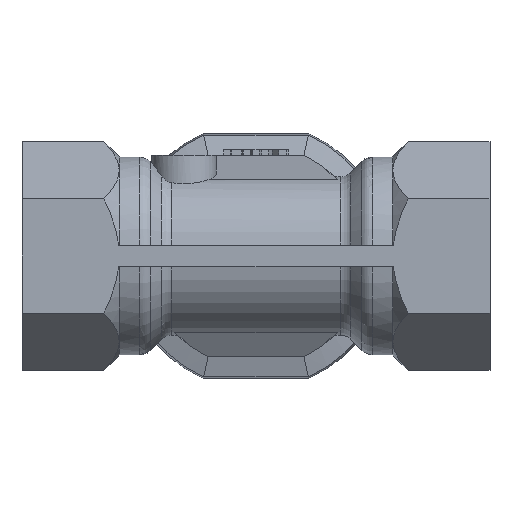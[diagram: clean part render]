
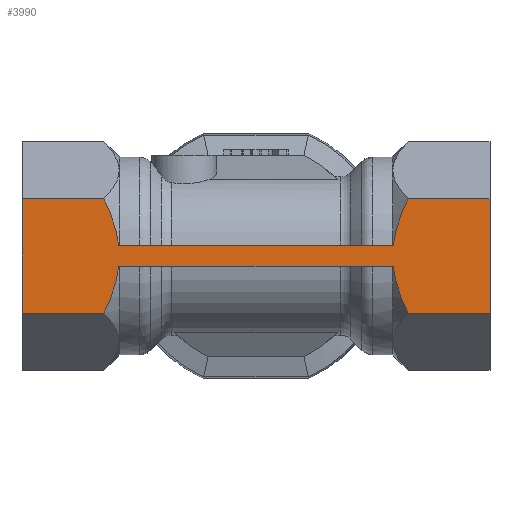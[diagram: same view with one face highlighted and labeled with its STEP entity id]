
A CAD part, front view. The second image highlights one B-rep face of the part: STEP entity #3990.
In plain terms, the highlighted planar face has unit normal (0, -1, 0).
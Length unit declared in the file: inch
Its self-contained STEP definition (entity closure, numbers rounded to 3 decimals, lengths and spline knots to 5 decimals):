
#31 = CARTESIAN_POINT ( 'NONE',  ( -1.49606, -1.08268, -0.62508 ) ) ;
#36 = CARTESIAN_POINT ( 'NONE',  ( 1.77165, -1.08268, 0.11811 ) ) ;
#38 = DIRECTION ( 'NONE',  ( 1., 0., 0. ) ) ;
#44 = CARTESIAN_POINT ( 'NONE',  ( -1.49606, -1.08268, 0.62508 ) ) ;
#45 = CARTESIAN_POINT ( 'NONE',  ( -1.5323, -1.08268, 0.29347 ) ) ;
#46 = DIRECTION ( 'NONE',  ( -1., 0., 0. ) ) ;
#47 = DIRECTION ( 'NONE',  ( -1., 0., 0. ) ) ;
#52 = CARTESIAN_POINT ( 'NONE',  ( 1.77165, -1.08268, -0.11811 ) ) ;
#53 = DIRECTION ( 'NONE',  ( 1., 0., 0. ) ) ;
#57 = CARTESIAN_POINT ( 'NONE',  ( -1.51214, -1.08268, -0.20712 ) ) ;
#66 = CARTESIAN_POINT ( 'NONE',  ( 1.49606, -1.08268, 0.62508 ) ) ;
#67 = DIRECTION ( 'NONE',  ( 1., 0., 0. ) ) ;
#69 = CARTESIAN_POINT ( 'NONE',  ( -1.51214, -1.08268, 0.20712 ) ) ;
#71 = CARTESIAN_POINT ( 'NONE',  ( -1.5323, -1.08268, -0.29347 ) ) ;
#72 = CARTESIAN_POINT ( 'NONE',  ( -1.50249, -1.08268, 0.11811 ) ) ;
#73 = CARTESIAN_POINT ( 'NONE',  ( -1.57402, -1.08268, 0.42007 ) ) ;
#74 = CARTESIAN_POINT ( 'NONE',  ( -1.58984, -1.08268, 0.46179 ) ) ;
#75 = CARTESIAN_POINT ( 'NONE',  ( -1.61595, -1.08268, 0.52376 ) ) ;
#76 = CARTESIAN_POINT ( 'NONE',  ( -1.62506, -1.08268, 0.54433 ) ) ;
#77 = CARTESIAN_POINT ( 'NONE',  ( -1.64387, -1.08268, 0.585 ) ) ;
#78 = CARTESIAN_POINT ( 'NONE',  ( -1.65358, -1.08268, 0.60513 ) ) ;
#79 = CARTESIAN_POINT ( 'NONE',  ( -1.66355, -1.08268, 0.62508 ) ) ;
#81 = CARTESIAN_POINT ( 'NONE',  ( -1.50249, -1.08268, -0.11811 ) ) ;
#83 = CARTESIAN_POINT ( 'NONE',  ( -1.57402, -1.08268, -0.42007 ) ) ;
#84 = CARTESIAN_POINT ( 'NONE',  ( -1.58984, -1.08268, -0.46179 ) ) ;
#85 = CARTESIAN_POINT ( 'NONE',  ( -1.61595, -1.08268, -0.52376 ) ) ;
#86 = CARTESIAN_POINT ( 'NONE',  ( -1.62506, -1.08268, -0.54433 ) ) ;
#87 = CARTESIAN_POINT ( 'NONE',  ( -1.64387, -1.08268, -0.585 ) ) ;
#88 = CARTESIAN_POINT ( 'NONE',  ( -1.65358, -1.08268, -0.60513 ) ) ;
#89 = CARTESIAN_POINT ( 'NONE',  ( -1.66355, -1.08268, -0.62508 ) ) ;
#339 = ORIENTED_EDGE ( 'NONE', *, *, #619, .T. ) ;
#598 = DIRECTION ( 'NONE',  ( 0., 0., -1. ) ) ;
#603 = EDGE_CURVE ( 'NONE', #4086, #4120, #2024, .T. ) ;
#607 = EDGE_CURVE ( 'NONE', #4231, #4124, #2029, .T. ) ;
#612 = EDGE_CURVE ( 'NONE', #4092, #4081, #2036, .T. ) ;
#615 = EDGE_CURVE ( 'NONE', #4114, #4124, #2038, .T. ) ;
#616 = EDGE_CURVE ( 'NONE', #4110, #4231, #2034, .T. ) ;
#619 = EDGE_CURVE ( 'NONE', #4217, #3164, #2048, .T. ) ;
#622 = EDGE_CURVE ( 'NONE', #4137, #4086, #2052, .T. ) ;
#624 = EDGE_CURVE ( 'NONE', #4092, #4114, #3270, .T. ) ;
#625 = EDGE_CURVE ( 'NONE', #4217, #4110, #3271, .T. ) ;
#1055 = ORIENTED_EDGE ( 'NONE', *, *, #1820, .T. ) ;
#1131 = CARTESIAN_POINT ( 'NONE',  ( -2.55906, -1.08268, 0. ) ) ;
#1582 = CARTESIAN_POINT ( 'NONE',  ( 1.5323, -1.08268, -0.29347 ) ) ;
#1594 = CARTESIAN_POINT ( 'NONE',  ( 1.51214, -1.08268, -0.20712 ) ) ;
#1595 = CARTESIAN_POINT ( 'NONE',  ( 1.50249, -1.08268, -0.11811 ) ) ;
#1596 = CARTESIAN_POINT ( 'NONE',  ( 1.57402, -1.08268, -0.42007 ) ) ;
#1597 = CARTESIAN_POINT ( 'NONE',  ( 1.58984, -1.08268, -0.46179 ) ) ;
#1598 = CARTESIAN_POINT ( 'NONE',  ( 1.61595, -1.08268, -0.52376 ) ) ;
#1599 = CARTESIAN_POINT ( 'NONE',  ( 1.62506, -1.08268, -0.54433 ) ) ;
#1600 = CARTESIAN_POINT ( 'NONE',  ( 1.64387, -1.08268, -0.585 ) ) ;
#1601 = CARTESIAN_POINT ( 'NONE',  ( 1.65358, -1.08268, -0.60513 ) ) ;
#1602 = CARTESIAN_POINT ( 'NONE',  ( 1.66355, -1.08268, -0.62508 ) ) ;
#1617 = CARTESIAN_POINT ( 'NONE',  ( 1.49606, -1.08268, -0.62508 ) ) ;
#1618 = DIRECTION ( 'NONE',  ( 1., 0., 0. ) ) ;
#1737 = B_SPLINE_CURVE_WITH_KNOTS ( 'NONE', 3,
 ( #3670, #3675, #3685, #3686, #3687, #3688, #3689, #3690, #3691, #3692 ),
 .UNSPECIFIED., .F., .F.,
 ( 4, 2, 2, 2, 4 ),
 ( 0.01333, 0.02008, 0.02346, 0.02515, 0.02684 ),
 .UNSPECIFIED. ) ;
#1782 = B_SPLINE_CURVE_WITH_KNOTS ( 'NONE', 3,
 ( #1595, #1594, #1582, #1596, #1597, #1598, #1599, #1600, #1601, #1602 ),
 .UNSPECIFIED., .F., .F.,
 ( 4, 2, 2, 2, 4 ),
 ( 0.01333, 0.02008, 0.02346, 0.02515, 0.02684 ),
 .UNSPECIFIED. ) ;
#1820 = EDGE_CURVE ( 'NONE', #3164, #3102, #1782, .T. ) ;
#1825 = EDGE_CURVE ( 'NONE', #3102, #4120, #2612, .T. ) ;
#2006 = EDGE_LOOP ( 'NONE', ( #339, #1055, #4517, #4518, #4519, #4520, #4521, #4522, #4523, #4524, #4525, #4526 ) ) ;
#2024 = LINE ( 'NONE', #6035, #2026 ) ;
#2026 = VECTOR ( 'NONE', #598, 39.37008 ) ;
#2029 = LINE ( 'NONE', #1131, #2031 ) ;
#2031 = VECTOR ( 'NONE', #3262, 39.37008 ) ;
#2034 = LINE ( 'NONE', #31, #2045 ) ;
#2036 = LINE ( 'NONE', #36, #2039 ) ;
#2038 = LINE ( 'NONE', #44, #2043 ) ;
#2039 = VECTOR ( 'NONE', #38, 39.37008 ) ;
#2043 = VECTOR ( 'NONE', #46, 39.37008 ) ;
#2044 = VECTOR ( 'NONE', #67, 39.37008 ) ;
#2045 = VECTOR ( 'NONE', #47, 39.37008 ) ;
#2048 = LINE ( 'NONE', #52, #2051 ) ;
#2051 = VECTOR ( 'NONE', #53, 39.37008 ) ;
#2052 = LINE ( 'NONE', #66, #2044 ) ;
#2612 = LINE ( 'NONE', #1617, #2620 ) ;
#2620 = VECTOR ( 'NONE', #1618, 39.37008 ) ;
#2671 = EDGE_CURVE ( 'NONE', #4081, #4137, #1737, .T. ) ;
#3102 = VERTEX_POINT ( 'NONE', #3720 ) ;
#3164 = VERTEX_POINT ( 'NONE', #6054 ) ;
#3262 = DIRECTION ( 'NONE',  ( 0., 0., 1. ) ) ;
#3270 = B_SPLINE_CURVE_WITH_KNOTS ( 'NONE', 3,
 ( #72, #69, #45, #73, #74, #75, #76, #77, #78, #79 ),
 .UNSPECIFIED., .F., .F.,
 ( 4, 2, 2, 2, 4 ),
 ( 0.01333, 0.02008, 0.02346, 0.02515, 0.02684 ),
 .UNSPECIFIED. ) ;
#3271 = B_SPLINE_CURVE_WITH_KNOTS ( 'NONE', 3,
 ( #81, #57, #71, #83, #84, #85, #86, #87, #88, #89 ),
 .UNSPECIFIED., .F., .F.,
 ( 4, 2, 2, 2, 4 ),
 ( 0.01333, 0.02008, 0.02346, 0.02515, 0.02684 ),
 .UNSPECIFIED. ) ;
#3670 = CARTESIAN_POINT ( 'NONE',  ( 1.50249, -1.08268, 0.11811 ) ) ;
#3675 = CARTESIAN_POINT ( 'NONE',  ( 1.51214, -1.08268, 0.20712 ) ) ;
#3685 = CARTESIAN_POINT ( 'NONE',  ( 1.5323, -1.08268, 0.29347 ) ) ;
#3686 = CARTESIAN_POINT ( 'NONE',  ( 1.57402, -1.08268, 0.42007 ) ) ;
#3687 = CARTESIAN_POINT ( 'NONE',  ( 1.58984, -1.08268, 0.46179 ) ) ;
#3688 = CARTESIAN_POINT ( 'NONE',  ( 1.61595, -1.08268, 0.52376 ) ) ;
#3689 = CARTESIAN_POINT ( 'NONE',  ( 1.62506, -1.08268, 0.54433 ) ) ;
#3690 = CARTESIAN_POINT ( 'NONE',  ( 1.64387, -1.08268, 0.585 ) ) ;
#3691 = CARTESIAN_POINT ( 'NONE',  ( 1.65358, -1.08268, 0.60513 ) ) ;
#3692 = CARTESIAN_POINT ( 'NONE',  ( 1.66355, -1.08268, 0.62508 ) ) ;
#3720 = CARTESIAN_POINT ( 'NONE',  ( 1.66355, -1.08268, -0.62508 ) ) ;
#3842 = AXIS2_PLACEMENT_3D ( 'NONE', #6305, #6314, #6315 ) ;
#3990 = ADVANCED_FACE ( 'NONE', ( #5632 ), #6312, .T. ) ;
#4081 = VERTEX_POINT ( 'NONE', #6549 ) ;
#4086 = VERTEX_POINT ( 'NONE', #6554 ) ;
#4092 = VERTEX_POINT ( 'NONE', #6560 ) ;
#4110 = VERTEX_POINT ( 'NONE', #6578 ) ;
#4114 = VERTEX_POINT ( 'NONE', #6582 ) ;
#4120 = VERTEX_POINT ( 'NONE', #6588 ) ;
#4124 = VERTEX_POINT ( 'NONE', #6592 ) ;
#4137 = VERTEX_POINT ( 'NONE', #6605 ) ;
#4217 = VERTEX_POINT ( 'NONE', #6685 ) ;
#4231 = VERTEX_POINT ( 'NONE', #6699 ) ;
#4517 = ORIENTED_EDGE ( 'NONE', *, *, #1825, .T. ) ;
#4518 = ORIENTED_EDGE ( 'NONE', *, *, #603, .F. ) ;
#4519 = ORIENTED_EDGE ( 'NONE', *, *, #622, .F. ) ;
#4520 = ORIENTED_EDGE ( 'NONE', *, *, #2671, .F. ) ;
#4521 = ORIENTED_EDGE ( 'NONE', *, *, #612, .F. ) ;
#4522 = ORIENTED_EDGE ( 'NONE', *, *, #624, .T. ) ;
#4523 = ORIENTED_EDGE ( 'NONE', *, *, #615, .T. ) ;
#4524 = ORIENTED_EDGE ( 'NONE', *, *, #607, .F. ) ;
#4525 = ORIENTED_EDGE ( 'NONE', *, *, #616, .F. ) ;
#4526 = ORIENTED_EDGE ( 'NONE', *, *, #625, .F. ) ;
#5632 = FACE_OUTER_BOUND ( 'NONE', #2006, .T. ) ;
#6035 = CARTESIAN_POINT ( 'NONE',  ( 2.55906, -1.08268, 0. ) ) ;
#6054 = CARTESIAN_POINT ( 'NONE',  ( 1.50249, -1.08268, -0.11811 ) ) ;
#6305 = CARTESIAN_POINT ( 'NONE',  ( 1.49606, -1.08268, 0. ) ) ;
#6312 = PLANE ( 'NONE',  #3842 ) ;
#6314 = DIRECTION ( 'NONE',  ( 0., -1., 0. ) ) ;
#6315 = DIRECTION ( 'NONE',  ( 0., 0., -1. ) ) ;
#6549 = CARTESIAN_POINT ( 'NONE',  ( 1.50249, -1.08268, 0.11811 ) ) ;
#6554 = CARTESIAN_POINT ( 'NONE',  ( 2.55906, -1.08268, 0.62508 ) ) ;
#6560 = CARTESIAN_POINT ( 'NONE',  ( -1.50249, -1.08268, 0.11811 ) ) ;
#6578 = CARTESIAN_POINT ( 'NONE',  ( -1.66355, -1.08268, -0.62508 ) ) ;
#6582 = CARTESIAN_POINT ( 'NONE',  ( -1.66355, -1.08268, 0.62508 ) ) ;
#6588 = CARTESIAN_POINT ( 'NONE',  ( 2.55906, -1.08268, -0.62508 ) ) ;
#6592 = CARTESIAN_POINT ( 'NONE',  ( -2.55906, -1.08268, 0.62508 ) ) ;
#6605 = CARTESIAN_POINT ( 'NONE',  ( 1.66355, -1.08268, 0.62508 ) ) ;
#6685 = CARTESIAN_POINT ( 'NONE',  ( -1.50249, -1.08268, -0.11811 ) ) ;
#6699 = CARTESIAN_POINT ( 'NONE',  ( -2.55906, -1.08268, -0.62508 ) ) ;
